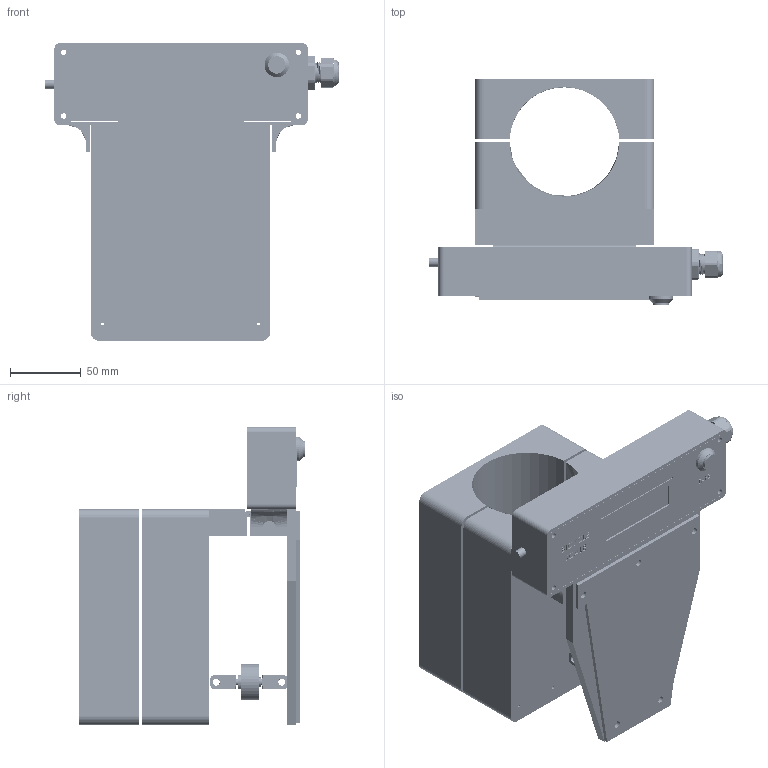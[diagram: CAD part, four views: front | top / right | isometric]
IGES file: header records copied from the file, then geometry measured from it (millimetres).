
Start section: SolidWorks IGES file using analytic representation for surfaces
Global section: file name: bike_holder_with_scale_assembly.IGS; native system: SolidWorks 2017; preprocessor: SolidWorks 2017; author: Fission Converter; date: 221126.140954; units: inch
Bounding box: 207.67 x 159.94 x 210.46 mm (x, y, z)
Surface area: 438290.5 mm2 (no closed solid volume)
Topology: 0 solids, 0 shells, 6781 faces, 62462 edges, 62309 vertices
Faces by surface type: bspline 4756, revolution 2025
